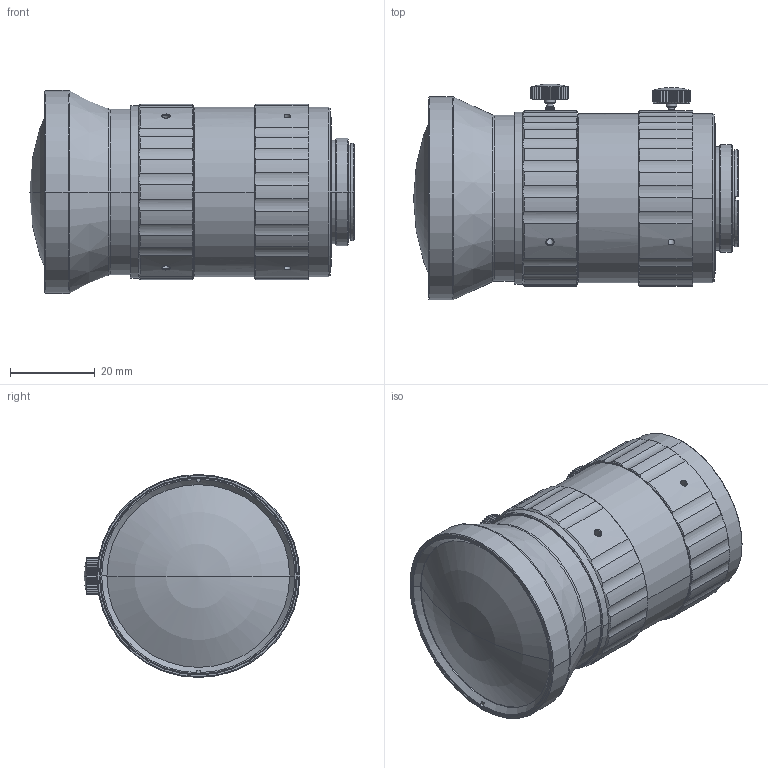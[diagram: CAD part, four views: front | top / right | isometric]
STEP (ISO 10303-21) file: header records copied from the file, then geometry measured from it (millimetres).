
FILE_DESCRIPTION(('FreeCAD Model'),'2;1');
FILE_NAME('Open CASCADE Shape Model','2025-01-21T11:56:55',('Author'),( ''),'Open CASCADE STEP processor 7.8','FreeCAD','Unknown');
FILE_SCHEMA(('AUTOMOTIVE_DESIGN { 1 0 10303 214 1 1 1 1 }'));
Length unit declared in the file: millimetre
Products named in the file (19): VA-LCM-20MP-12MM-F2.8-110; MSBR-82; MSBR-81; MSBR-80; MSBR-79; MSBR-72; MSBR-71; MSBR-70; MSBR-69; MSBR-68; MSBR-67; MSBR-65; MSBR-64; MSBR-63; MSBR-62; MSBR-61; MSBR-48; MSBR-47; MSBR-40
Assembly tree (18 placements, depth 2):
  VA-LCM-20MP-12MM-F2.8-110
    MSBR-82
    MSBR-81
    MSBR-80
    MSBR-79
    MSBR-72
    MSBR-71
    MSBR-70
    MSBR-69
    MSBR-68
    MSBR-67
    MSBR-65
    MSBR-64
    MSBR-63
    MSBR-62
    MSBR-61
    MSBR-48
    MSBR-47
    MSBR-40
Bounding box: 76.75 x 50.99 x 48 mm (x, y, z)
Volume: 36762.3 mm3; surface area: 37784.3 mm2
Topology: 18 solids, 18 shells, 997 faces, 2565 edges, 1617 vertices
Faces by surface type: cylinder 359, cone 284, plane 246, bspline 80, torus 16, sphere 12
Entity records: 41695 total; most frequent: CARTESIAN_POINT 17255, ORIENTED_EDGE 5106, DIRECTION 5030, EDGE_CURVE 2553, AXIS2_PLACEMENT_3D 2129, VERTEX_POINT 1617, CIRCLE 1193, FACE_BOUND 1102
